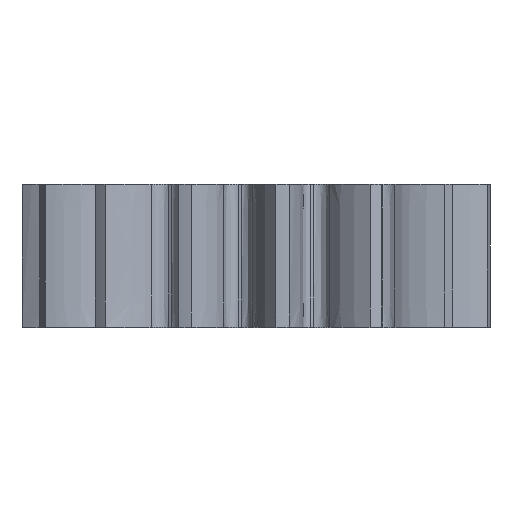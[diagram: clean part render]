
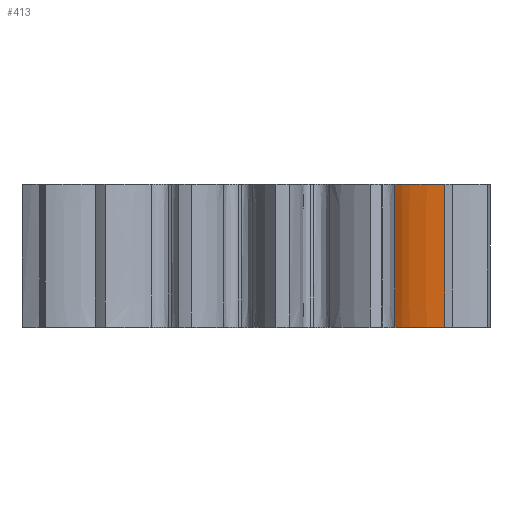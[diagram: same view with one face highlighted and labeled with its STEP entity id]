
A CAD part, top view. The second image highlights one B-rep face of the part: STEP entity #413.
In plain terms, the highlighted face is a extrusion surface.
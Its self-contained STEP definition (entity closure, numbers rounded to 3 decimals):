
#413=ADVANCED_FACE('',(#1143),#1145,.F.);
#1143=FACE_BOUND('',#1144,.T.);
#1144=EDGE_LOOP('',(#2049,#2050,#2051,#2052));
#1145=SURFACE_OF_LINEAR_EXTRUSION('',#1146,#1147);
#1146=B_SPLINE_CURVE_WITH_KNOTS('',3,
(#2053,#2054,#2055,#2056,#2057,#2058,#2059,#2060,#2061,#2062,#2063,#2064,#2065,#2066),
.UNSPECIFIED.,.F.,.F.,
(4,2,2,2,2,2,4),
(0.,0.182,0.358,0.527,0.691,0.849,
1.),
.UNSPECIFIED.);
#1147=VECTOR('',#1148,16.);
#1148=DIRECTION('',(0.,1.,0.));
#2049=ORIENTED_EDGE('',*,*,#3021,.F.);
#2050=ORIENTED_EDGE('',*,*,#2883,.F.);
#2051=ORIENTED_EDGE('',*,*,#2939,.F.);
#2052=ORIENTED_EDGE('',*,*,#3074,.F.);
#2053=CARTESIAN_POINT('',(20.907,0.,16.12));
#2054=CARTESIAN_POINT('',(20.552,0.,16.115));
#2055=CARTESIAN_POINT('',(20.197,0.,16.098));
#2056=CARTESIAN_POINT('',(19.503,0.,16.038));
#2057=CARTESIAN_POINT('',(19.162,0.,15.997));
#2058=CARTESIAN_POINT('',(18.497,0.,15.887));
#2059=CARTESIAN_POINT('',(18.171,0.,15.823));
#2060=CARTESIAN_POINT('',(17.542,0.,15.663));
#2061=CARTESIAN_POINT('',(17.234,0.,15.574));
#2062=CARTESIAN_POINT('',(16.646,0.,15.361));
#2063=CARTESIAN_POINT('',(16.357,0.,15.248));
#2064=CARTESIAN_POINT('',(15.824,0.,14.972));
#2065=CARTESIAN_POINT('',(15.573,0.,14.817));
#2066=CARTESIAN_POINT('',(15.332,0.,14.642));
#2883=EDGE_CURVE('',#3190,#3192,#3193,.F.);
#2939=EDGE_CURVE('',#3295,#3190,#3297,.F.);
#3021=EDGE_CURVE('',#3192,#3444,#3445,.T.);
#3074=EDGE_CURVE('',#3444,#3295,#3524,.T.);
#3190=VERTEX_POINT('',#3732);
#3192=VERTEX_POINT('',#3737);
#3193=LINE('',#3738,#3739);
#3295=VERTEX_POINT('',#4254);
#3297=B_SPLINE_CURVE_WITH_KNOTS('',3,
(#4269,#4270,#4271,#4272,#4273,#4274,#4275,#4276,#4277,#4278,#4279,#4280,#4281,#4282),
.UNSPECIFIED.,.F.,.F.,
(4,2,2,2,2,2,4),
(0.,0.182,0.358,0.527,0.691,0.849,
1.),
.UNSPECIFIED.);
#3444=VERTEX_POINT('',#5322);
#3445=B_SPLINE_CURVE_WITH_KNOTS('',3,
(#5323,#5324,#5325,#5326,#5327,#5328,#5329,#5330,#5331,#5332,#5333,#5334,#5335,#5336),
.UNSPECIFIED.,.F.,.F.,
(4,2,2,2,2,2,4),
(0.,0.182,0.358,0.527,0.691,0.849,
1.),
.UNSPECIFIED.);
#3524=LINE('',#5812,#5813);
#3732=CARTESIAN_POINT('',(20.907,16.,16.12));
#3737=CARTESIAN_POINT('',(20.907,0.,16.12));
#3738=CARTESIAN_POINT('',(20.907,0.,16.12));
#3739=VECTOR('',#3740,1.);
#3740=DIRECTION('',(0.,1.,0.));
#4254=CARTESIAN_POINT('',(15.332,16.,14.642));
#4269=CARTESIAN_POINT('',(20.907,16.,16.12));
#4270=CARTESIAN_POINT('',(20.552,16.,16.115));
#4271=CARTESIAN_POINT('',(20.197,16.,16.098));
#4272=CARTESIAN_POINT('',(19.503,16.,16.038));
#4273=CARTESIAN_POINT('',(19.162,16.,15.997));
#4274=CARTESIAN_POINT('',(18.497,16.,15.887));
#4275=CARTESIAN_POINT('',(18.171,16.,15.823));
#4276=CARTESIAN_POINT('',(17.542,16.,15.663));
#4277=CARTESIAN_POINT('',(17.234,16.,15.574));
#4278=CARTESIAN_POINT('',(16.646,16.,15.361));
#4279=CARTESIAN_POINT('',(16.357,16.,15.248));
#4280=CARTESIAN_POINT('',(15.824,16.,14.972));
#4281=CARTESIAN_POINT('',(15.573,16.,14.817));
#4282=CARTESIAN_POINT('',(15.332,16.,14.642));
#5322=CARTESIAN_POINT('',(15.332,0.,14.642));
#5323=CARTESIAN_POINT('',(20.907,0.,16.12));
#5324=CARTESIAN_POINT('',(20.552,0.,16.115));
#5325=CARTESIAN_POINT('',(20.197,0.,16.098));
#5326=CARTESIAN_POINT('',(19.503,0.,16.038));
#5327=CARTESIAN_POINT('',(19.162,0.,15.997));
#5328=CARTESIAN_POINT('',(18.497,0.,15.887));
#5329=CARTESIAN_POINT('',(18.171,0.,15.823));
#5330=CARTESIAN_POINT('',(17.542,0.,15.663));
#5331=CARTESIAN_POINT('',(17.234,0.,15.574));
#5332=CARTESIAN_POINT('',(16.646,0.,15.361));
#5333=CARTESIAN_POINT('',(16.357,0.,15.248));
#5334=CARTESIAN_POINT('',(15.824,0.,14.972));
#5335=CARTESIAN_POINT('',(15.573,0.,14.817));
#5336=CARTESIAN_POINT('',(15.332,0.,14.642));
#5812=CARTESIAN_POINT('',(15.332,0.,14.642));
#5813=VECTOR('',#5814,1.);
#5814=DIRECTION('',(0.,1.,0.));
